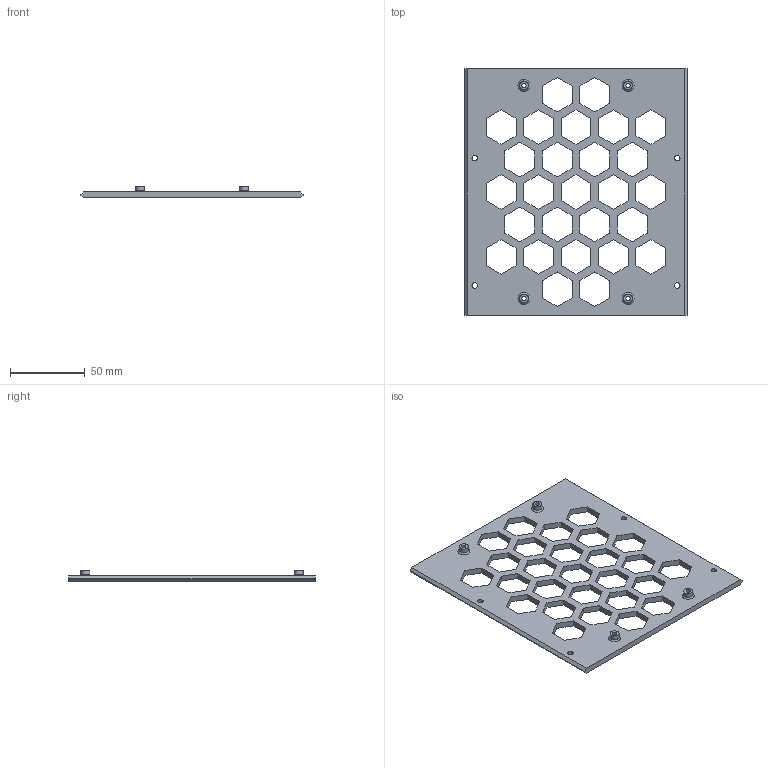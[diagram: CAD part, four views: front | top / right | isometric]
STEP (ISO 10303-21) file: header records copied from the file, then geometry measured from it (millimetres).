
FILE_DESCRIPTION(/* description */ (''),/* implementation_level */ '2;1');
FILE_NAME(/* name */ 'MCU Tray - Fysetc Spider.step',/* time_stamp */ '2023-01-08T09:45:06-06:00',/* author */ (''),/* organization */ (''),/* preprocessor_version */ 'ST-DEVELOPER v19.2',/* originating_system */ 'Autodesk Translation Framework v11.17.0.187',/* authorisation */ '');
FILE_SCHEMA (('AUTOMOTIVE_DESIGN { 1 0 10303 214 3 1 1 }'));
Length unit declared in the file: millimetre
Products named in the file (1): MCU Tray - Fysetc Spider
Bounding box: 148.6 x 164.85 x 8 mm (x, y, z)
Volume: 59638.3 mm3; surface area: 40162.3 mm2
Topology: 1 solids, 1 shells, 192 faces, 554 edges, 368 vertices
Faces by surface type: plane 176, cylinder 12, cone 4
Full cylindrical faces by diameter (mm): 2.8 x4, 3.6 x4, 6 x4
Entity records: 6356 total; most frequent: CARTESIAN_POINT 1115, ORIENTED_EDGE 1108, DIRECTION 968, EDGE_CURVE 554, LINE 526, VECTOR 526, VERTEX_POINT 368, EDGE_LOOP 266
